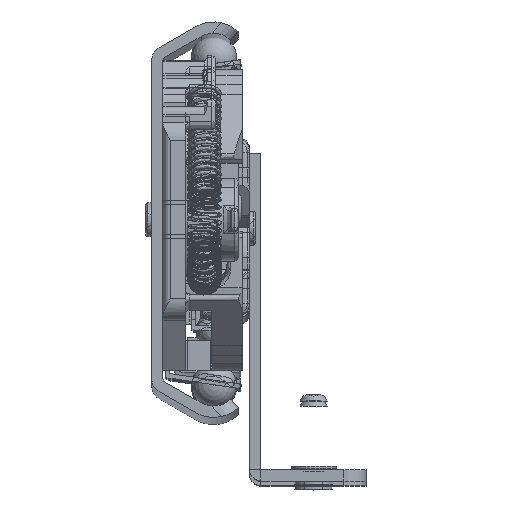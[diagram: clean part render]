
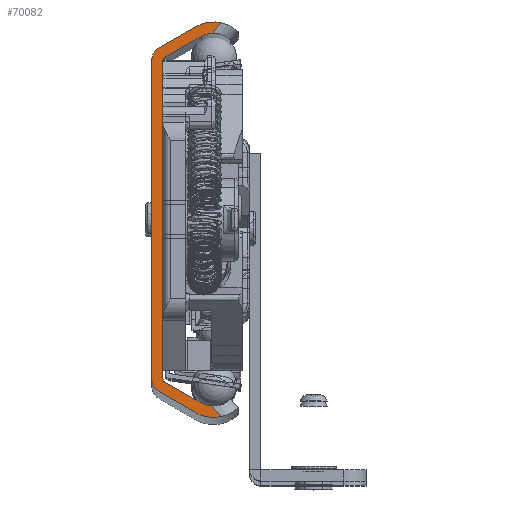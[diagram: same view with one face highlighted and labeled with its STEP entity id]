
A CAD part, top view. The second image highlights one B-rep face of the part: STEP entity #70082.
In plain terms, the highlighted planar face has unit normal (0, 0, 1).
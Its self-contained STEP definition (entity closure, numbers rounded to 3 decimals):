
#3726=PLANE('',#74534);
#6693=FACE_OUTER_BOUND('',#10438,.T.);
#10438=EDGE_LOOP('',(#47416,#47417,#47418,#47419,#47420,#47421,#47422,#47423,
#47424,#47425,#47426,#47427,#47428,#47429,#47430,#47431));
#14488=LINE('',#101253,#19564);
#14489=LINE('',#101266,#19565);
#14490=LINE('',#101271,#19566);
#14491=LINE('',#101275,#19567);
#14492=LINE('',#101278,#19568);
#14493=LINE('',#101282,#19569);
#14494=LINE('',#101286,#19570);
#14495=LINE('',#101289,#19571);
#19564=VECTOR('',#83107,10.);
#19565=VECTOR('',#83110,10.);
#19566=VECTOR('',#83115,10.);
#19567=VECTOR('',#83118,10.);
#19568=VECTOR('',#83121,10.);
#19569=VECTOR('',#83124,10.);
#19570=VECTOR('',#83127,10.);
#19571=VECTOR('',#83130,10.);
#24426=CIRCLE('',#74525,3.3);
#24428=CIRCLE('',#74530,4.8);
#24430=CIRCLE('',#74535,3.3);
#24431=CIRCLE('',#74536,0.5);
#24432=CIRCLE('',#74537,0.5);
#24433=CIRCLE('',#74538,4.8);
#24434=CIRCLE('',#74539,2.);
#24435=CIRCLE('',#74540,2.);
#27688=VERTEX_POINT('',#101163);
#27689=VERTEX_POINT('',#101178);
#27697=VERTEX_POINT('',#101221);
#27698=VERTEX_POINT('',#101232);
#27700=VERTEX_POINT('',#101238);
#27701=VERTEX_POINT('',#101255);
#27702=VERTEX_POINT('',#101268);
#27703=VERTEX_POINT('',#101270);
#27704=VERTEX_POINT('',#101272);
#27705=VERTEX_POINT('',#101274);
#27706=VERTEX_POINT('',#101276);
#27707=VERTEX_POINT('',#101279);
#27708=VERTEX_POINT('',#101281);
#27709=VERTEX_POINT('',#101283);
#27710=VERTEX_POINT('',#101285);
#27711=VERTEX_POINT('',#101287);
#35230=EDGE_CURVE('',#27689,#27688,#24426,.T.);
#35241=EDGE_CURVE('',#27698,#27697,#24428,.T.);
#35245=EDGE_CURVE('',#27697,#27700,#14488,.T.);
#35247=EDGE_CURVE('',#27688,#27701,#14489,.T.);
#35248=EDGE_CURVE('',#27700,#27702,#24430,.T.);
#35249=EDGE_CURVE('',#27702,#27703,#14490,.T.);
#35250=EDGE_CURVE('',#27703,#27704,#24431,.T.);
#35251=EDGE_CURVE('',#27704,#27705,#14491,.T.);
#35252=EDGE_CURVE('',#27705,#27706,#24432,.T.);
#35253=EDGE_CURVE('',#27706,#27689,#14492,.T.);
#35254=EDGE_CURVE('',#27701,#27707,#24433,.T.);
#35255=EDGE_CURVE('',#27707,#27708,#14493,.T.);
#35256=EDGE_CURVE('',#27708,#27709,#24434,.T.);
#35257=EDGE_CURVE('',#27709,#27710,#14494,.T.);
#35258=EDGE_CURVE('',#27710,#27711,#24435,.T.);
#35259=EDGE_CURVE('',#27711,#27698,#14495,.T.);
#47416=ORIENTED_EDGE('',*,*,#35245,.T.);
#47417=ORIENTED_EDGE('',*,*,#35248,.T.);
#47418=ORIENTED_EDGE('',*,*,#35249,.T.);
#47419=ORIENTED_EDGE('',*,*,#35250,.T.);
#47420=ORIENTED_EDGE('',*,*,#35251,.T.);
#47421=ORIENTED_EDGE('',*,*,#35252,.T.);
#47422=ORIENTED_EDGE('',*,*,#35253,.T.);
#47423=ORIENTED_EDGE('',*,*,#35230,.T.);
#47424=ORIENTED_EDGE('',*,*,#35247,.T.);
#47425=ORIENTED_EDGE('',*,*,#35254,.T.);
#47426=ORIENTED_EDGE('',*,*,#35255,.T.);
#47427=ORIENTED_EDGE('',*,*,#35256,.T.);
#47428=ORIENTED_EDGE('',*,*,#35257,.T.);
#47429=ORIENTED_EDGE('',*,*,#35258,.T.);
#47430=ORIENTED_EDGE('',*,*,#35259,.T.);
#47431=ORIENTED_EDGE('',*,*,#35241,.T.);
#70082=ADVANCED_FACE('',(#6693),#3726,.F.);
#74525=AXIS2_PLACEMENT_3D('',#101179,#83084,#83085);
#74530=AXIS2_PLACEMENT_3D('',#101233,#83100,#83101);
#74534=AXIS2_PLACEMENT_3D('',#101267,#83111,#83112);
#74535=AXIS2_PLACEMENT_3D('',#101269,#83113,#83114);
#74536=AXIS2_PLACEMENT_3D('',#101273,#83116,#83117);
#74537=AXIS2_PLACEMENT_3D('',#101277,#83119,#83120);
#74538=AXIS2_PLACEMENT_3D('',#101280,#83122,#83123);
#74539=AXIS2_PLACEMENT_3D('',#101284,#83125,#83126);
#74540=AXIS2_PLACEMENT_3D('',#101288,#83128,#83129);
#83084=DIRECTION('center_axis',(0.,0.,-1.));
#83085=DIRECTION('ref_axis',(0.5,-0.866,0.));
#83100=DIRECTION('center_axis',(0.,0.,1.));
#83101=DIRECTION('ref_axis',(0.688,-0.726,0.));
#83107=DIRECTION('',(-0.655,0.756,0.));
#83110=DIRECTION('',(0.655,0.756,0.));
#83111=DIRECTION('center_axis',(0.,0.,-1.));
#83112=DIRECTION('ref_axis',(1.,0.,0.));
#83113=DIRECTION('center_axis',(0.,0.,-1.));
#83114=DIRECTION('ref_axis',(-0.702,0.712,0.));
#83115=DIRECTION('',(-0.866,0.5,0.));
#83116=DIRECTION('center_axis',(0.,0.,-1.));
#83117=DIRECTION('ref_axis',(0.5,0.866,0.));
#83118=DIRECTION('',(0.,1.,0.));
#83119=DIRECTION('center_axis',(0.,0.,-1.));
#83120=DIRECTION('ref_axis',(1.,0.,0.));
#83121=DIRECTION('',(0.866,0.5,0.));
#83122=DIRECTION('center_axis',(0.,0.,1.));
#83123=DIRECTION('ref_axis',(-0.5,0.866,0.));
#83124=DIRECTION('',(-0.866,-0.5,0.));
#83125=DIRECTION('center_axis',(0.,0.,1.));
#83126=DIRECTION('ref_axis',(-1.,0.,0.));
#83127=DIRECTION('',(0.,-1.,0.));
#83128=DIRECTION('center_axis',(0.,0.,1.));
#83129=DIRECTION('ref_axis',(-0.5,-0.866,0.));
#83130=DIRECTION('',(0.866,-0.5,0.));
#101163=CARTESIAN_POINT('',(8.605,24.746,556.784));
#101178=CARTESIAN_POINT('',(7.127,24.308,556.784));
#101179=CARTESIAN_POINT('Origin',(8.777,21.45,556.784));
#101221=CARTESIAN_POINT('',(9.81,-26.137,556.784));
#101232=CARTESIAN_POINT('',(6.377,-25.607,556.784));
#101233=CARTESIAN_POINT('Origin',(8.777,-21.45,556.784));
#101238=CARTESIAN_POINT('',(8.605,-24.746,556.784));
#101253=CARTESIAN_POINT('',(2.128,-17.264,556.784));
#101255=CARTESIAN_POINT('',(9.81,26.137,556.784));
#101266=CARTESIAN_POINT('',(1.637,16.696,556.784));
#101267=CARTESIAN_POINT('Origin',(3.261,0.,
556.784));
#101268=CARTESIAN_POINT('',(7.127,-24.308,556.784));
#101269=CARTESIAN_POINT('Origin',(8.777,-21.45,556.784));
#101270=CARTESIAN_POINT('',(2.327,-21.537,556.784));
#101271=CARTESIAN_POINT('',(2.327,-21.537,556.784));
#101272=CARTESIAN_POINT('',(2.077,-21.104,556.784));
#101273=CARTESIAN_POINT('Origin',(2.577,-21.104,556.784));
#101274=CARTESIAN_POINT('',(2.077,21.104,556.784));
#101275=CARTESIAN_POINT('',(2.077,21.104,556.784));
#101276=CARTESIAN_POINT('',(2.327,21.537,556.784));
#101277=CARTESIAN_POINT('Origin',(2.577,21.104,556.784));
#101278=CARTESIAN_POINT('',(7.127,24.308,556.784));
#101279=CARTESIAN_POINT('',(6.377,25.607,556.784));
#101280=CARTESIAN_POINT('Origin',(8.777,21.45,556.784));
#101281=CARTESIAN_POINT('',(1.577,22.836,556.784));
#101282=CARTESIAN_POINT('',(1.577,22.836,556.784));
#101283=CARTESIAN_POINT('',(0.577,21.104,556.784));
#101284=CARTESIAN_POINT('Origin',(2.577,21.104,556.784));
#101285=CARTESIAN_POINT('',(0.577,-21.104,556.784));
#101286=CARTESIAN_POINT('',(0.577,-21.104,556.784));
#101287=CARTESIAN_POINT('',(1.577,-22.836,556.784));
#101288=CARTESIAN_POINT('Origin',(2.577,-21.104,556.784));
#101289=CARTESIAN_POINT('',(6.377,-25.607,556.784));
